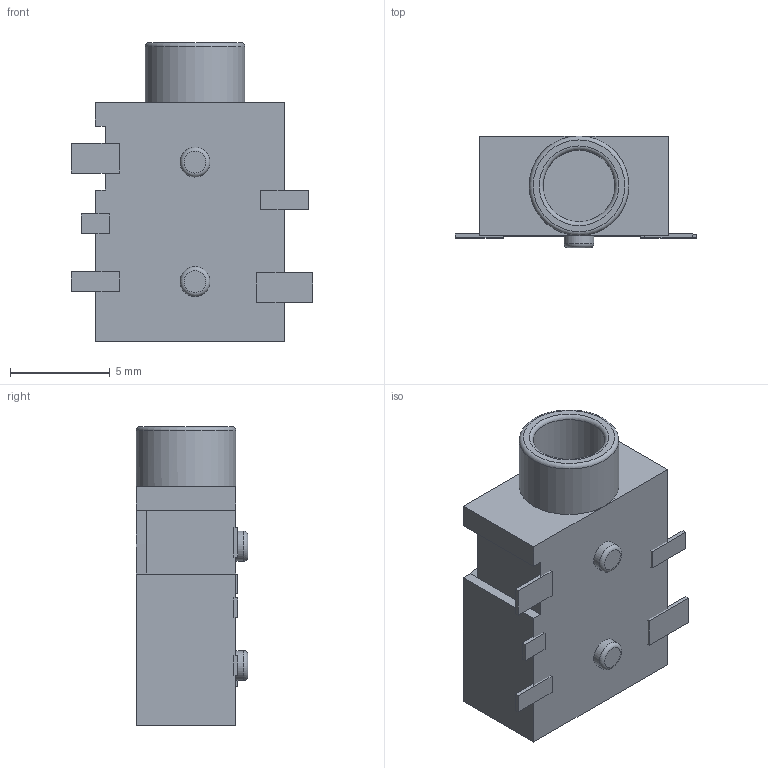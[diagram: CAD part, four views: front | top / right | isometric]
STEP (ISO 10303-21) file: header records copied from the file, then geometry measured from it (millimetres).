
FILE_DESCRIPTION(/* description */ (''),/* implementation_level */ '2;1');
FILE_NAME(/* name */ 'SJ1-3515-SMT.step',/* time_stamp */ '2024-06-06T15:08:06+09:00',/* author */ (''),/* organization */ (''),/* preprocessor_version */ 'ST-DEVELOPER v20',/* originating_system */ 'Autodesk Translation Framework v13.14.0.145',/* authorisation */ '');
FILE_SCHEMA (('AUTOMOTIVE_DESIGN { 1 0 10303 214 3 1 1 }'));
Length unit declared in the file: millimetre
Products named in the file (1): SJ1-3515-SMT-TR
Bounding box: 12.1 x 5.6 x 15 mm (x, y, z)
Volume: 485.3 mm3; surface area: 681.4 mm2
Topology: 6 solids, 6 shells, 59 faces, 126 edges, 82 vertices
Faces by surface type: plane 51, torus 4, cylinder 4
Full cylindrical faces by diameter (mm): 1.5 x2, 3.6 x1, 5 x1
Entity records: 1616 total; most frequent: DIRECTION 268, CARTESIAN_POINT 268, ORIENTED_EDGE 252, EDGE_CURVE 126, LINE 104, VECTOR 104, VERTEX_POINT 82, AXIS2_PLACEMENT_3D 82
